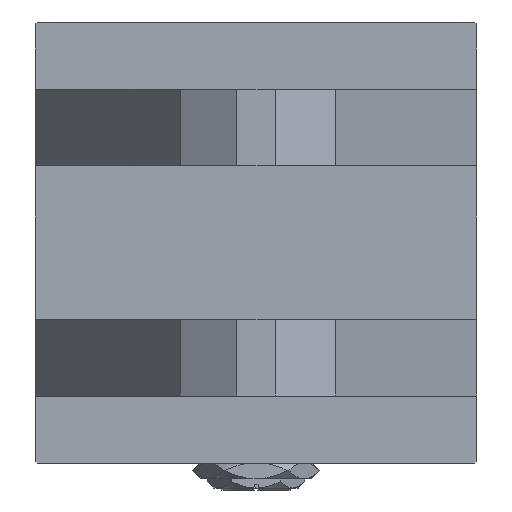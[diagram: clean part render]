
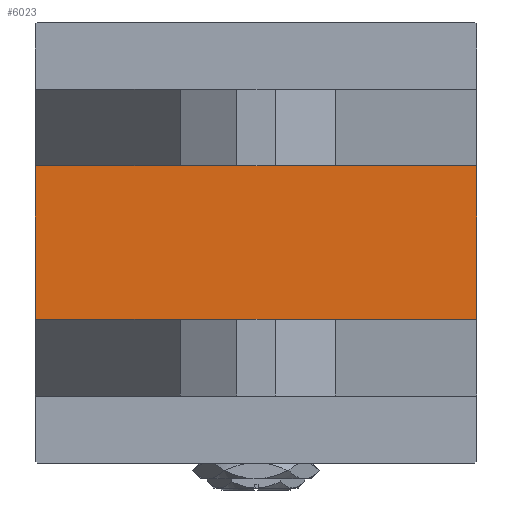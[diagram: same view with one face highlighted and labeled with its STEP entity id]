
A CAD part, left-side view. The second image highlights one B-rep face of the part: STEP entity #6023.
In plain terms, the highlighted planar face has unit normal (-1, 0, 0).
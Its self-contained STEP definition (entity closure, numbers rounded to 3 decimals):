
#43 = FACE_OUTER_BOUND ( 'NONE', #40207, .T. ) ;
#1010 = CARTESIAN_POINT ( 'NONE',  ( 0., 20., 57.5 ) ) ;
#2300 = LINE ( 'NONE', #47350, #9325 ) ;
#2394 = EDGE_CURVE ( 'NONE', #40408, #11254, #6835, .T. ) ;
#5831 = AXIS2_PLACEMENT_3D ( 'NONE', #32143, #40096, #27906 ) ;
#6023 = ADVANCED_FACE ( 'NONE', ( #43 ), #12500, .T. ) ;
#6220 = ORIENTED_EDGE ( 'NONE', *, *, #45687, .T. ) ;
#6835 = LINE ( 'NONE', #43919, #13443 ) ;
#8455 = CARTESIAN_POINT ( 'NONE',  ( 0., 57.5, -57.5 ) ) ;
#9325 = VECTOR ( 'NONE', #39171, 1000. ) ;
#9729 = EDGE_CURVE ( 'NONE', #42903, #40408, #2300, .T. ) ;
#11254 = VERTEX_POINT ( 'NONE', #38017 ) ;
#12500 = PLANE ( 'NONE',  #5831 ) ;
#13443 = VECTOR ( 'NONE', #15837, 1000. ) ;
#15837 = DIRECTION ( 'NONE',  ( 0., 0., -1. ) ) ;
#16297 = CARTESIAN_POINT ( 'NONE',  ( 0., 20., 57.5 ) ) ;
#17222 = VECTOR ( 'NONE', #48611, 1000. ) ;
#17572 = ORIENTED_EDGE ( 'NONE', *, *, #35683, .T. ) ;
#24810 = ORIENTED_EDGE ( 'NONE', *, *, #9729, .F. ) ;
#27906 = DIRECTION ( 'NONE',  ( 0., 0., 1. ) ) ;
#29155 = LINE ( 'NONE', #8455, #29215 ) ;
#29215 = VECTOR ( 'NONE', #45009, 1000. ) ;
#30856 = VERTEX_POINT ( 'NONE', #41317 ) ;
#31339 = ORIENTED_EDGE ( 'NONE', *, *, #2394, .F. ) ;
#32143 = CARTESIAN_POINT ( 'NONE',  ( 0., 0., 0. ) ) ;
#35683 = EDGE_CURVE ( 'NONE', #30856, #11254, #29155, .T. ) ;
#38017 = CARTESIAN_POINT ( 'NONE',  ( 0., -20., -57.5 ) ) ;
#39171 = DIRECTION ( 'NONE',  ( 0., -1., 0. ) ) ;
#40096 = DIRECTION ( 'NONE',  ( -1., 0., 0. ) ) ;
#40207 = EDGE_LOOP ( 'NONE', ( #17572, #31339, #24810, #6220 ) ) ;
#40408 = VERTEX_POINT ( 'NONE', #43690 ) ;
#41317 = CARTESIAN_POINT ( 'NONE',  ( 0., 20., -57.5 ) ) ;
#42903 = VERTEX_POINT ( 'NONE', #1010 ) ;
#43690 = CARTESIAN_POINT ( 'NONE',  ( 0., -20., 57.5 ) ) ;
#43919 = CARTESIAN_POINT ( 'NONE',  ( 0., -20., 57.5 ) ) ;
#45009 = DIRECTION ( 'NONE',  ( 0., -1., 0. ) ) ;
#45687 = EDGE_CURVE ( 'NONE', #42903, #30856, #48867, .T. ) ;
#47350 = CARTESIAN_POINT ( 'NONE',  ( 0., 57.5, 57.5 ) ) ;
#48611 = DIRECTION ( 'NONE',  ( 0., 0., -1. ) ) ;
#48867 = LINE ( 'NONE', #16297, #17222 ) ;
